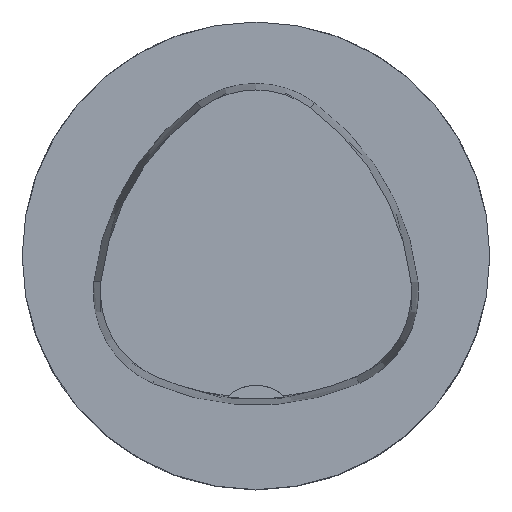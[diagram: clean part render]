
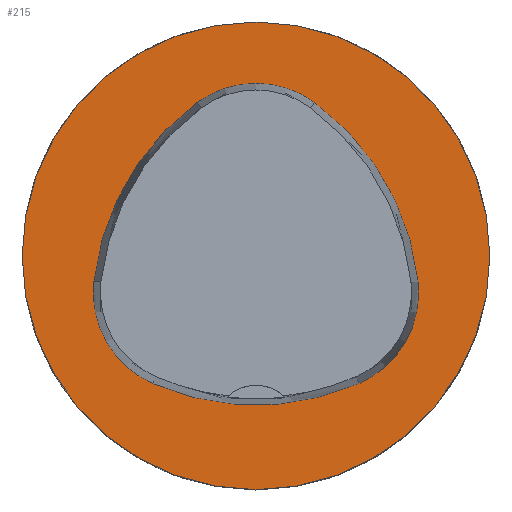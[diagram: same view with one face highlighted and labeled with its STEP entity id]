
A CAD part, top view. The second image highlights one B-rep face of the part: STEP entity #215.
In plain terms, the highlighted planar face has unit normal (0, 0, 1).
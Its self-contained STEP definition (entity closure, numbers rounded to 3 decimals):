
#147=PLANE('',#980);
#215=ADVANCED_FACE('',(#300,#301),#147,.T.);
#257=CIRCLE('',#951,40.);
#259=CIRCLE('',#958,44.);
#261=CIRCLE('',#961,17.);
#263=CIRCLE('',#964,44.);
#265=CIRCLE('',#967,17.);
#269=CIRCLE('',#972,44.);
#271=CIRCLE('',#975,17.);
#300=FACE_BOUND('',#357,.T.);
#301=FACE_BOUND('',#358,.T.);
#357=EDGE_LOOP('',(#474,#475,#476,#477,#478,#479));
#358=EDGE_LOOP('',(#480));
#474=ORIENTED_EDGE('',*,*,#653,.T.);
#475=ORIENTED_EDGE('',*,*,#633,.T.);
#476=ORIENTED_EDGE('',*,*,#637,.T.);
#477=ORIENTED_EDGE('',*,*,#640,.T.);
#478=ORIENTED_EDGE('',*,*,#643,.T.);
#479=ORIENTED_EDGE('',*,*,#651,.T.);
#480=ORIENTED_EDGE('',*,*,#623,.F.);
#566=VERTEX_POINT('',#1355);
#576=VERTEX_POINT('',#1376);
#577=VERTEX_POINT('',#1377);
#580=VERTEX_POINT('',#1385);
#582=VERTEX_POINT('',#1391);
#584=VERTEX_POINT('',#1397);
#591=VERTEX_POINT('',#1418);
#623=EDGE_CURVE('',#566,#566,#257,.T.);
#633=EDGE_CURVE('',#576,#577,#259,.T.);
#637=EDGE_CURVE('',#577,#580,#261,.T.);
#640=EDGE_CURVE('',#580,#582,#263,.T.);
#643=EDGE_CURVE('',#582,#584,#265,.T.);
#651=EDGE_CURVE('',#584,#591,#269,.T.);
#653=EDGE_CURVE('',#591,#576,#271,.T.);
#951=AXIS2_PLACEMENT_3D('',#1354,#1095,#1096);
#958=AXIS2_PLACEMENT_3D('',#1375,#1113,#1114);
#961=AXIS2_PLACEMENT_3D('',#1384,#1121,#1122);
#964=AXIS2_PLACEMENT_3D('',#1390,#1128,#1129);
#967=AXIS2_PLACEMENT_3D('',#1396,#1135,#1136);
#972=AXIS2_PLACEMENT_3D('',#1419,#1147,#1148);
#975=AXIS2_PLACEMENT_3D('',#1422,#1153,#1154);
#980=AXIS2_PLACEMENT_3D('',#1427,#1163,#1164);
#1095=DIRECTION('',(0.,0.,-1.));
#1096=DIRECTION('',(-1.,0.,0.));
#1113=DIRECTION('',(0.,0.,-1.));
#1114=DIRECTION('',(-1.,0.,0.));
#1121=DIRECTION('',(0.,0.,-1.));
#1122=DIRECTION('',(-1.,0.,0.));
#1128=DIRECTION('',(0.,0.,-1.));
#1129=DIRECTION('',(-1.,0.,0.));
#1135=DIRECTION('',(0.,0.,-1.));
#1136=DIRECTION('',(-1.,0.,0.));
#1147=DIRECTION('',(0.,0.,-1.));
#1148=DIRECTION('',(-1.,0.,0.));
#1153=DIRECTION('',(0.,0.,-1.));
#1154=DIRECTION('',(-1.,0.,0.));
#1163=DIRECTION('',(0.,0.,1.));
#1164=DIRECTION('',(1.,0.,0.));
#1354=CARTESIAN_POINT('',(0.,0.,0.));
#1355=CARTESIAN_POINT('',(-40.,0.,0.));
#1375=CARTESIAN_POINT('',(16.01,-9.224,0.));
#1376=CARTESIAN_POINT('',(-27.722,-4.378,0.));
#1377=CARTESIAN_POINT('',(-10.119,26.178,0.));
#1384=CARTESIAN_POINT('',(-0.023,12.5,0.));
#1385=CARTESIAN_POINT('',(10.049,26.194,0.));
#1390=CARTESIAN_POINT('',(-16.021,-9.25,0.));
#1391=CARTESIAN_POINT('',(27.71,-4.394,0.));
#1396=CARTESIAN_POINT('',(10.814,-6.27,0.));
#1397=CARTESIAN_POINT('',(17.611,-21.852,0.));
#1418=CARTESIAN_POINT('',(-17.652,-21.819,0.));
#1419=CARTESIAN_POINT('',(0.017,18.477,0.));
#1422=CARTESIAN_POINT('',(-10.825,-6.25,0.));
#1427=CARTESIAN_POINT('',(0.,0.,0.));
